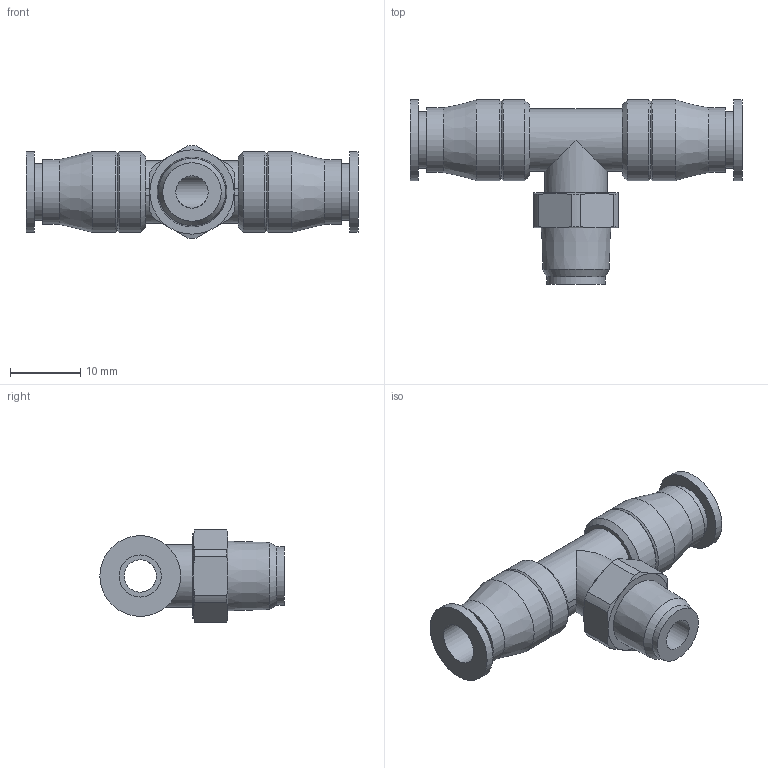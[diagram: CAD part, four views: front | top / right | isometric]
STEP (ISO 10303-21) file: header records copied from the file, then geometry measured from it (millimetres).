
FILE_DESCRIPTION(/* description */ ('STEP AP214'),/* implementation_level */ '2;1');
FILE_NAME(/* name */ '164202_CRQST-1_8-6',/* time_stamp */ '2024-08-09T14:24:28+02:00',/* author */ ('License CC BY-ND 4.0'),/* organization */ ('CADENAS'),/* preprocessor_version */ 'ST-DEVELOPER v19.3',/* originating_system */ 'PARTsolutions',/* authorisation */ ' ');
FILE_SCHEMA (('AUTOMOTIVE_DESIGN {1 0 10303 214 3 1 1}'));
Length unit declared in the file: millimetre
Products named in the file (1): 164202 CRQST-1/8-6
Bounding box: 47.3 x 26.25 x 13.19 mm (x, y, z)
Volume: 3721.8 mm3; surface area: 3638 mm2
Topology: 1 solids, 1 shells, 71 faces, 154 edges, 94 vertices
Faces by surface type: plane 25, cylinder 24, cone 22
Full cylindrical faces by diameter (mm): 4.6 x2, 6 x2, 8.05 x2, 8.316 x1, 8.931 x1, 9.2 x2, 11.5 x6, 12 x1
Entity records: 1844 total; most frequent: CARTESIAN_POINT 362, DIRECTION 316, ORIENTED_EDGE 250, AXIS2_PLACEMENT_3D 143, EDGE_CURVE 125, EDGE_LOOP 112, FACE_BOUND 112, VERTEX_POINT 93
